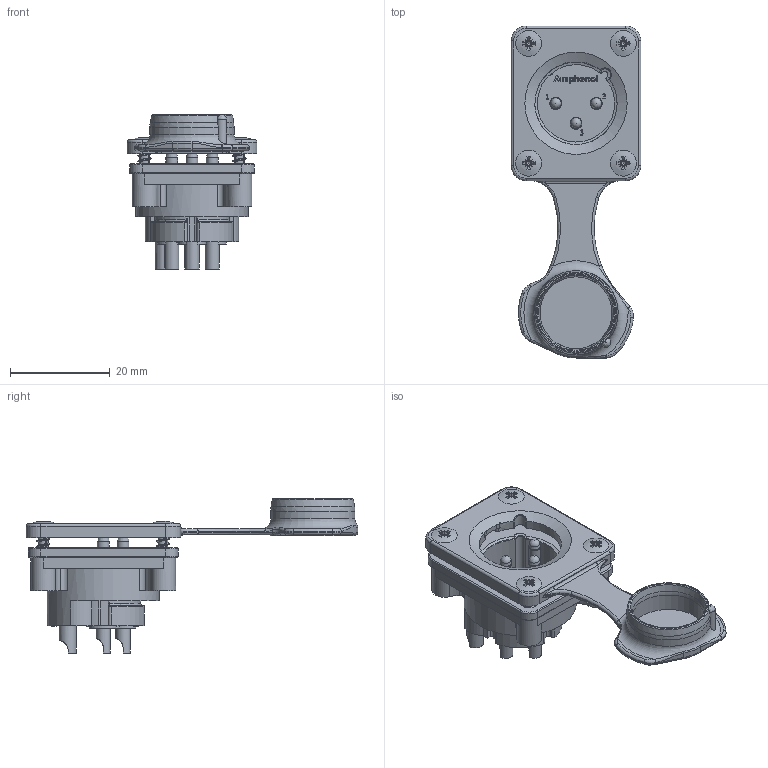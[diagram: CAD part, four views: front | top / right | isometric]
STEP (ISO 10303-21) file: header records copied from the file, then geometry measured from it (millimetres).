
FILE_DESCRIPTION(/* description */ (''),/* implementation_level */ '2;1');
FILE_NAME(/* name */ 'AXS3MP1.stp',/* time_stamp */ '2023-11-21T18:28:26+11:00',/* author */ ('minh'),/* organization */ (''),/* preprocessor_version */ 'ST-DEVELOPER v18.1',/* originating_system */ 'Autodesk Inventor 2022',/* authorisation */ '');
FILE_SCHEMA (('AUTOMOTIVE_DESIGN { 1 0 10303 214 3 1 1 }'));
Products named in the file (1): AXS3MP1
Bounding box: 26 x 66.56 x 30.9 mm (x, y, z)
Volume: 8177.1 mm3; surface area: 8449 mm2
Topology: 1 solids, 11 shells, 1983 faces, 5449 edges, 3504 vertices
Faces by surface type: bspline 866, plane 468, cylinder 425, cone 158, torus 59, sphere 7
Full cylindrical faces by diameter (mm): 1.5 x1, 2.2 x3, 2.37 x6, 2.4 x9, 2.5 x1, 2.6 x3, 2.85 x6, 2.93 x6, 2.95 x4, 3.4 x5, 3.6 x1, 4 x4, 14.4 x1, 15.4 x1, 17 x1, 22.5 x1
Entity records: 137998 total; most frequent: CARTESIAN_POINT 93535, ORIENTED_EDGE 10864, DIRECTION 5488, EDGE_CURVE 5432, VERTEX_POINT 3504, B_SPLINE_CURVE_WITH_KNOTS 2933, EDGE_LOOP 2084, STYLED_ITEM 1984
